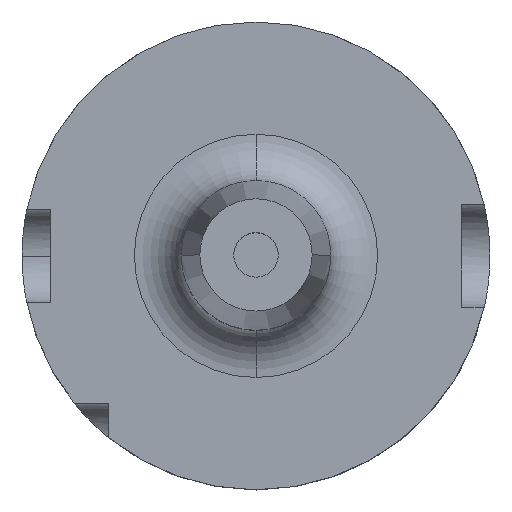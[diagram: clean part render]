
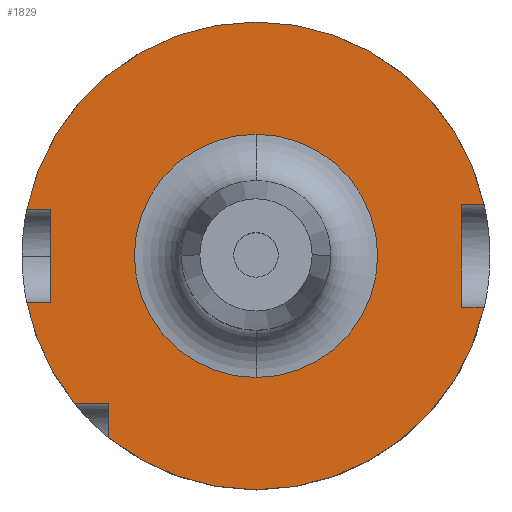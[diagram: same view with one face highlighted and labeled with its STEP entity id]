
A CAD part, top view. The second image highlights one B-rep face of the part: STEP entity #1829.
In plain terms, the highlighted planar face has unit normal (0, 0, 1).
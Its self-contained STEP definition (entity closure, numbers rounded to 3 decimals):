
#10 = CARTESIAN_POINT ( 'NONE',  ( 0., 11., 29. ) ) ;
#81 = ORIENTED_EDGE ( 'NONE', *, *, #1718, .F. ) ;
#94 = CARTESIAN_POINT ( 'NONE',  ( 44., -11., 29. ) ) ;
#116 = VERTEX_POINT ( 'NONE', #1894 ) ;
#146 = DIRECTION ( 'NONE',  ( 0., 0., -1. ) ) ;
#155 = DIRECTION ( 'NONE',  ( -1., 0., 0. ) ) ;
#157 = VERTEX_POINT ( 'NONE', #1085 ) ;
#169 = DIRECTION ( 'NONE',  ( 0., 0., -1. ) ) ;
#217 = CARTESIAN_POINT ( 'NONE',  ( 48.775, 11., 29. ) ) ;
#228 = CIRCLE ( 'NONE', #779, 50. ) ;
#232 = LINE ( 'NONE', #1231, #1327 ) ;
#259 = DIRECTION ( 'NONE',  ( 0., -1., 0. ) ) ;
#267 = VECTOR ( 'NONE', #155, 1000. ) ;
#279 = VERTEX_POINT ( 'NONE', #1169 ) ;
#283 = AXIS2_PLACEMENT_3D ( 'NONE', #1662, #2414, #2634 ) ;
#395 = EDGE_CURVE ( 'NONE', #1245, #2537, #1137, .T. ) ;
#400 = ORIENTED_EDGE ( 'NONE', *, *, #1477, .F. ) ;
#434 = LINE ( 'NONE', #10, #1332 ) ;
#454 = VERTEX_POINT ( 'NONE', #2644 ) ;
#460 = AXIS2_PLACEMENT_3D ( 'NONE', #908, #2026, #259 ) ;
#463 = DIRECTION ( 'NONE',  ( 1., 0., 0. ) ) ;
#476 = VERTEX_POINT ( 'NONE', #217 ) ;
#506 = VECTOR ( 'NONE', #2707, 1000. ) ;
#571 = CARTESIAN_POINT ( 'NONE',  ( 0., 0., 29. ) ) ;
#601 = ORIENTED_EDGE ( 'NONE', *, *, #814, .T. ) ;
#608 = DIRECTION ( 'NONE',  ( 0., 1., 0. ) ) ;
#645 = EDGE_CURVE ( 'NONE', #454, #2367, #2285, .T. ) ;
#663 = CARTESIAN_POINT ( 'NONE',  ( 0., 0., 29. ) ) ;
#665 = EDGE_CURVE ( 'NONE', #2080, #2084, #1100, .T. ) ;
#731 = DIRECTION ( 'NONE',  ( 0., 0., -1. ) ) ;
#753 = VECTOR ( 'NONE', #2631, 1000. ) ;
#756 = CARTESIAN_POINT ( 'NONE',  ( -48.99, 10., 29. ) ) ;
#779 = AXIS2_PLACEMENT_3D ( 'NONE', #571, #731, #1695 ) ;
#804 = DIRECTION ( 'NONE',  ( -1., 0., 0. ) ) ;
#811 = CARTESIAN_POINT ( 'NONE',  ( 0., -10., 29. ) ) ;
#814 = EDGE_CURVE ( 'NONE', #116, #1611, #1401, .T. ) ;
#825 = CARTESIAN_POINT ( 'NONE',  ( 0., 50., 29. ) ) ;
#841 = EDGE_CURVE ( 'NONE', #1407, #476, #434, .T. ) ;
#858 = LINE ( 'NONE', #2559, #267 ) ;
#861 = VECTOR ( 'NONE', #912, 1000. ) ;
#864 = CARTESIAN_POINT ( 'NONE',  ( 0., 26., 29. ) ) ;
#884 = ORIENTED_EDGE ( 'NONE', *, *, #665, .F. ) ;
#908 = CARTESIAN_POINT ( 'NONE',  ( 0., 0., 29. ) ) ;
#912 = DIRECTION ( 'NONE',  ( -1., 0., 0. ) ) ;
#938 = ORIENTED_EDGE ( 'NONE', *, *, #1721, .F. ) ;
#1036 = PLANE ( 'NONE',  #2552 ) ;
#1043 = DIRECTION ( 'NONE',  ( 0., -1., 0. ) ) ;
#1060 = CIRCLE ( 'NONE', #283, 26. ) ;
#1081 = CARTESIAN_POINT ( 'NONE',  ( 0., -31.5, 29. ) ) ;
#1085 = CARTESIAN_POINT ( 'NONE',  ( -38.83, -31.5, 29. ) ) ;
#1100 = LINE ( 'NONE', #811, #506 ) ;
#1110 = DIRECTION ( 'NONE',  ( 0., 1., 0. ) ) ;
#1129 = CARTESIAN_POINT ( 'NONE',  ( 0., -11., 29. ) ) ;
#1137 = CIRCLE ( 'NONE', #2155, 50. ) ;
#1169 = CARTESIAN_POINT ( 'NONE',  ( 48.775, -11., 29. ) ) ;
#1197 = CARTESIAN_POINT ( 'NONE',  ( -44., 10., 29. ) ) ;
#1231 = CARTESIAN_POINT ( 'NONE',  ( 44., -11., 29. ) ) ;
#1245 = VERTEX_POINT ( 'NONE', #756 ) ;
#1259 = CARTESIAN_POINT ( 'NONE',  ( 0., 0., 29. ) ) ;
#1280 = VERTEX_POINT ( 'NONE', #1197 ) ;
#1327 = VECTOR ( 'NONE', #1043, 1000. ) ;
#1329 = DIRECTION ( 'NONE',  ( 0., 0., -1. ) ) ;
#1332 = VECTOR ( 'NONE', #463, 1000. ) ;
#1346 = ORIENTED_EDGE ( 'NONE', *, *, #1736, .F. ) ;
#1353 = CARTESIAN_POINT ( 'NONE',  ( -44., -10., 29. ) ) ;
#1359 = LINE ( 'NONE', #1081, #1885 ) ;
#1401 = CIRCLE ( 'NONE', #460, 26. ) ;
#1404 = VERTEX_POINT ( 'NONE', #94 ) ;
#1407 = VERTEX_POINT ( 'NONE', #2247 ) ;
#1477 = EDGE_CURVE ( 'NONE', #1407, #1404, #232, .T. ) ;
#1523 = ORIENTED_EDGE ( 'NONE', *, *, #2082, .T. ) ;
#1588 = CARTESIAN_POINT ( 'NONE',  ( -31.5, -31.5, 29. ) ) ;
#1611 = VERTEX_POINT ( 'NONE', #864 ) ;
#1633 = ORIENTED_EDGE ( 'NONE', *, *, #645, .F. ) ;
#1662 = CARTESIAN_POINT ( 'NONE',  ( 0., 0., 29. ) ) ;
#1684 = EDGE_LOOP ( 'NONE', ( #601, #1523 ) ) ;
#1695 = DIRECTION ( 'NONE',  ( 0., 1., 0. ) ) ;
#1718 = EDGE_CURVE ( 'NONE', #1280, #1245, #858, .T. ) ;
#1721 = EDGE_CURVE ( 'NONE', #2537, #476, #2068, .T. ) ;
#1736 = EDGE_CURVE ( 'NONE', #2367, #157, #1359, .T. ) ;
#1820 = FACE_OUTER_BOUND ( 'NONE', #1902, .T. ) ;
#1829 = ADVANCED_FACE ( 'NONE', ( #2721, #1820 ), #1036, .T. ) ;
#1857 = CIRCLE ( 'NONE', #1938, 50. ) ;
#1872 = DIRECTION ( 'NONE',  ( 0., 1., 0. ) ) ;
#1885 = VECTOR ( 'NONE', #804, 1000. ) ;
#1894 = CARTESIAN_POINT ( 'NONE',  ( 0., -26., 29. ) ) ;
#1902 = EDGE_LOOP ( 'NONE', ( #1346, #1633, #2573, #2391, #400, #2737, #938, #2426, #81, #2542, #884, #2387 ) ) ;
#1938 = AXIS2_PLACEMENT_3D ( 'NONE', #2374, #1329, #1110 ) ;
#1957 = EDGE_CURVE ( 'NONE', #157, #2080, #228, .T. ) ;
#2026 = DIRECTION ( 'NONE',  ( 0., 0., -1. ) ) ;
#2068 = CIRCLE ( 'NONE', #2386, 50. ) ;
#2080 = VERTEX_POINT ( 'NONE', #2245 ) ;
#2082 = EDGE_CURVE ( 'NONE', #1611, #116, #1060, .T. ) ;
#2084 = VERTEX_POINT ( 'NONE', #2154 ) ;
#2154 = CARTESIAN_POINT ( 'NONE',  ( -44., -10., 29. ) ) ;
#2155 = AXIS2_PLACEMENT_3D ( 'NONE', #663, #169, #1872 ) ;
#2216 = VECTOR ( 'NONE', #2288, 1000. ) ;
#2245 = CARTESIAN_POINT ( 'NONE',  ( -48.99, -10., 29. ) ) ;
#2247 = CARTESIAN_POINT ( 'NONE',  ( 44., 11., 29. ) ) ;
#2285 = LINE ( 'NONE', #2572, #2216 ) ;
#2288 = DIRECTION ( 'NONE',  ( 0., 1., 0. ) ) ;
#2295 = DIRECTION ( 'NONE',  ( 0., -1., 0. ) ) ;
#2367 = VERTEX_POINT ( 'NONE', #1588 ) ;
#2374 = CARTESIAN_POINT ( 'NONE',  ( 0., 0., 29. ) ) ;
#2379 = LINE ( 'NONE', #1353, #753 ) ;
#2386 = AXIS2_PLACEMENT_3D ( 'NONE', #1259, #146, #608 ) ;
#2387 = ORIENTED_EDGE ( 'NONE', *, *, #1957, .F. ) ;
#2391 = ORIENTED_EDGE ( 'NONE', *, *, #2805, .T. ) ;
#2414 = DIRECTION ( 'NONE',  ( 0., 0., -1. ) ) ;
#2426 = ORIENTED_EDGE ( 'NONE', *, *, #395, .F. ) ;
#2482 = DIRECTION ( 'NONE',  ( 0., 0., 1. ) ) ;
#2537 = VERTEX_POINT ( 'NONE', #825 ) ;
#2542 = ORIENTED_EDGE ( 'NONE', *, *, #2588, .T. ) ;
#2552 = AXIS2_PLACEMENT_3D ( 'NONE', #2761, #2482, #2295 ) ;
#2559 = CARTESIAN_POINT ( 'NONE',  ( 0., 10., 29. ) ) ;
#2572 = CARTESIAN_POINT ( 'NONE',  ( -31.5, 0., 29. ) ) ;
#2573 = ORIENTED_EDGE ( 'NONE', *, *, #2574, .F. ) ;
#2574 = EDGE_CURVE ( 'NONE', #279, #454, #1857, .T. ) ;
#2588 = EDGE_CURVE ( 'NONE', #1280, #2084, #2379, .T. ) ;
#2631 = DIRECTION ( 'NONE',  ( 0., -1., 0. ) ) ;
#2634 = DIRECTION ( 'NONE',  ( 0., -1., 0. ) ) ;
#2644 = CARTESIAN_POINT ( 'NONE',  ( -31.5, -38.83, 29. ) ) ;
#2698 = LINE ( 'NONE', #1129, #861 ) ;
#2707 = DIRECTION ( 'NONE',  ( 1., 0., 0. ) ) ;
#2721 = FACE_BOUND ( 'NONE', #1684, .T. ) ;
#2737 = ORIENTED_EDGE ( 'NONE', *, *, #841, .T. ) ;
#2761 = CARTESIAN_POINT ( 'NONE',  ( 0., 0., 29. ) ) ;
#2805 = EDGE_CURVE ( 'NONE', #279, #1404, #2698, .T. ) ;
